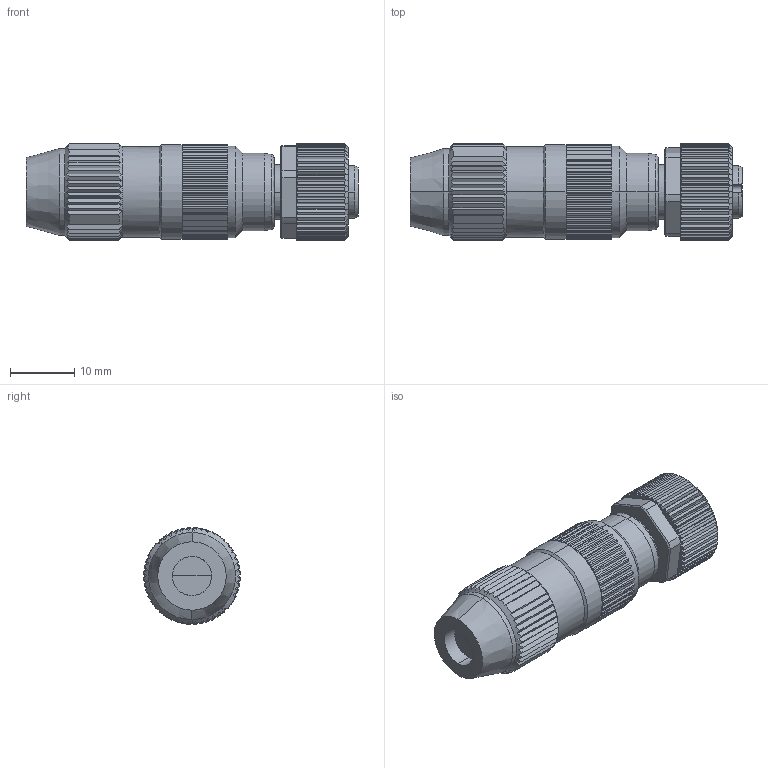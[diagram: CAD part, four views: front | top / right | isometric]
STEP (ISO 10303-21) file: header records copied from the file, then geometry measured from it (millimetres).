
FILE_DESCRIPTION (( 'STEP AP214' ), '1' );
FILE_NAME ('M12FT4AF.STEP', '2018-08-02T19:52:10', ( '' ), ( '' ), 'SwSTEP 2.0', 'SolidWorks 2017', '' );
FILE_SCHEMA (( 'AUTOMOTIVE_DESIGN' ));
Length unit declared in the file: millimetre
Products named in the file (1): M12FT4AF
Bounding box: 51.5 x 14.99 x 15 mm (x, y, z)
Volume: 7152.4 mm3; surface area: 3604.1 mm2
Topology: 1 solids, 1 shells, 643 faces, 1742 edges, 1108 vertices
Faces by surface type: plane 417, cylinder 129, bspline 52, cone 45
Entity records: 28374 total; most frequent: CARTESIAN_POINT 7353, ORIENTED_EDGE 3480, DIRECTION 2754, EDGE_CURVE 1740, VERTEX_POINT 1108, AXIS2_PLACEMENT_3D 961, LINE 832, VECTOR 832
